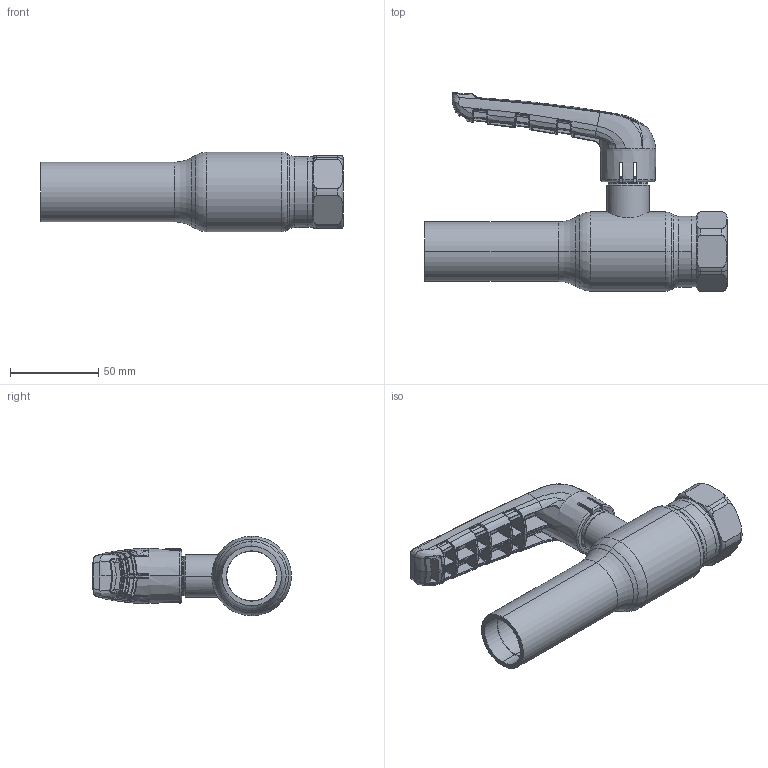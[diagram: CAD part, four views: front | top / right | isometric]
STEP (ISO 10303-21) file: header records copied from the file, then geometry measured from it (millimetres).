
FILE_DESCRIPTION (( 'STEP AP214' ), '1' );
FILE_NAME ('1025003600-2101.step', '2023-09-18T09:35:20', ( '' ), ( '' ), 'SwSTEP 2.0', 'SolidWorks 2021', '' );
FILE_SCHEMA (( 'AUTOMOTIVE_DESIGN' ));
Length unit declared in the file: millimetre
Products named in the file (1): 1025003600-2101
Bounding box: 171 x 112.51 x 45 mm (x, y, z)
Surface area: 50372.9 mm2 (no closed solid volume)
Topology: 0 solids, 7 shells, 744 faces, 2296 edges, 1465 vertices
Faces by surface type: bspline 584, plane 56, cylinder 45, torus 28, cone 21, sphere 10
Entity records: 57024 total; most frequent: CARTESIAN_POINT 33921, ORIENTED_EDGE 3858, EDGE_CURVE 2286, B_SPLINE_CURVE_WITH_KNOTS 1595, DIRECTION 1552, VERTEX_POINT 1461, EDGE_LOOP 761, UNCERTAINTY_MEASURE_WITH_UNIT 746
